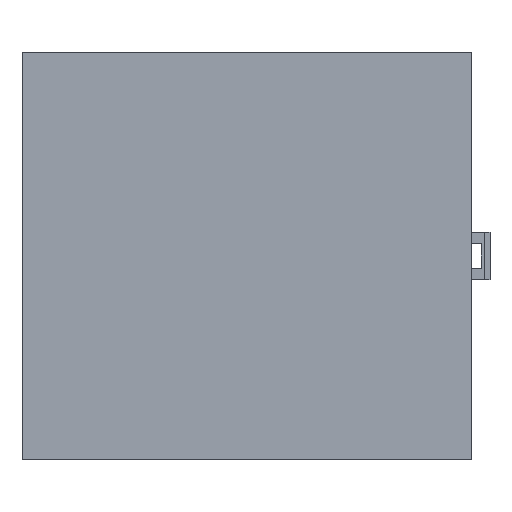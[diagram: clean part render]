
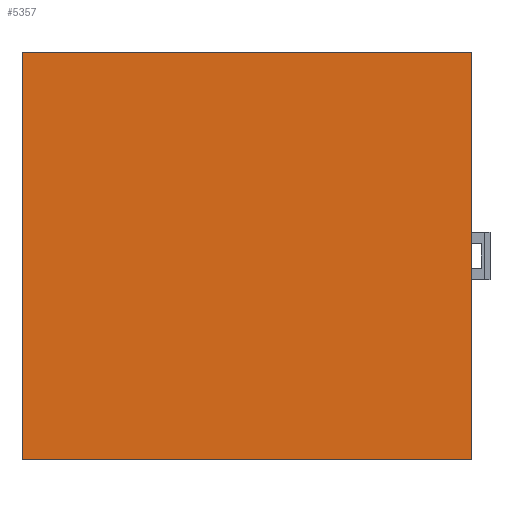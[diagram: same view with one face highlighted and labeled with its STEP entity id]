
A CAD part, left-side view. The second image highlights one B-rep face of the part: STEP entity #5357.
In plain terms, the highlighted planar face has unit normal (-1, 0, 0).
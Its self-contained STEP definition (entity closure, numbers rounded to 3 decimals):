
#336 = EDGE_CURVE ( 'NONE', #2045, #17215, #12916, .T. ) ;
#1723 = DIRECTION ( 'NONE',  ( 0., 1., 0. ) ) ;
#2045 = VERTEX_POINT ( 'NONE', #2780 ) ;
#2088 = ORIENTED_EDGE ( 'NONE', *, *, #336, .T. ) ;
#2618 = VECTOR ( 'NONE', #14608, 1000. ) ;
#2780 = CARTESIAN_POINT ( 'NONE',  ( -17.5, -63.5, 0. ) ) ;
#2892 = VECTOR ( 'NONE', #16721, 1000. ) ;
#3262 = ORIENTED_EDGE ( 'NONE', *, *, #9194, .T. ) ;
#3813 = PLANE ( 'NONE',  #16747 ) ;
#4002 = ORIENTED_EDGE ( 'NONE', *, *, #15522, .T. ) ;
#5053 = VERTEX_POINT ( 'NONE', #9141 ) ;
#5357 = ADVANCED_FACE ( 'NONE', ( #6900 ), #3813, .F. ) ;
#6757 = DIRECTION ( 'NONE',  ( 0., 0., -1. ) ) ;
#6900 = FACE_OUTER_BOUND ( 'NONE', #8601, .T. ) ;
#8101 = CARTESIAN_POINT ( 'NONE',  ( -17.5, 63.5, 0. ) ) ;
#8127 = CARTESIAN_POINT ( 'NONE',  ( -17.5, -63.5, 0. ) ) ;
#8601 = EDGE_LOOP ( 'NONE', ( #4002, #14524, #2088, #3262 ) ) ;
#9141 = CARTESIAN_POINT ( 'NONE',  ( -17.5, 63.5, -115. ) ) ;
#9169 = CARTESIAN_POINT ( 'NONE',  ( -17.5, -63.5, -115. ) ) ;
#9194 = EDGE_CURVE ( 'NONE', #17215, #5053, #17968, .T. ) ;
#10542 = VECTOR ( 'NONE', #14991, 1000. ) ;
#11539 = CARTESIAN_POINT ( 'NONE',  ( -17.5, 0., -115. ) ) ;
#12916 = LINE ( 'NONE', #16078, #16970 ) ;
#13884 = CARTESIAN_POINT ( 'NONE',  ( -17.5, 0., 0. ) ) ;
#14079 = VERTEX_POINT ( 'NONE', #9169 ) ;
#14178 = CARTESIAN_POINT ( 'NONE',  ( -17.5, 63.5, 0. ) ) ;
#14524 = ORIENTED_EDGE ( 'NONE', *, *, #14689, .T. ) ;
#14608 = DIRECTION ( 'NONE',  ( 0., -1., 0. ) ) ;
#14689 = EDGE_CURVE ( 'NONE', #14079, #2045, #17260, .T. ) ;
#14991 = DIRECTION ( 'NONE',  ( 0., 0., -1. ) ) ;
#15341 = DIRECTION ( 'NONE',  ( 1., 0., 0. ) ) ;
#15522 = EDGE_CURVE ( 'NONE', #5053, #14079, #18357, .T. ) ;
#16078 = CARTESIAN_POINT ( 'NONE',  ( -17.5, 0., 0. ) ) ;
#16721 = DIRECTION ( 'NONE',  ( 0., 0., 1. ) ) ;
#16747 = AXIS2_PLACEMENT_3D ( 'NONE', #13884, #15341, #6757 ) ;
#16970 = VECTOR ( 'NONE', #1723, 1000. ) ;
#17215 = VERTEX_POINT ( 'NONE', #14178 ) ;
#17260 = LINE ( 'NONE', #8127, #2892 ) ;
#17968 = LINE ( 'NONE', #8101, #10542 ) ;
#18357 = LINE ( 'NONE', #11539, #2618 ) ;
